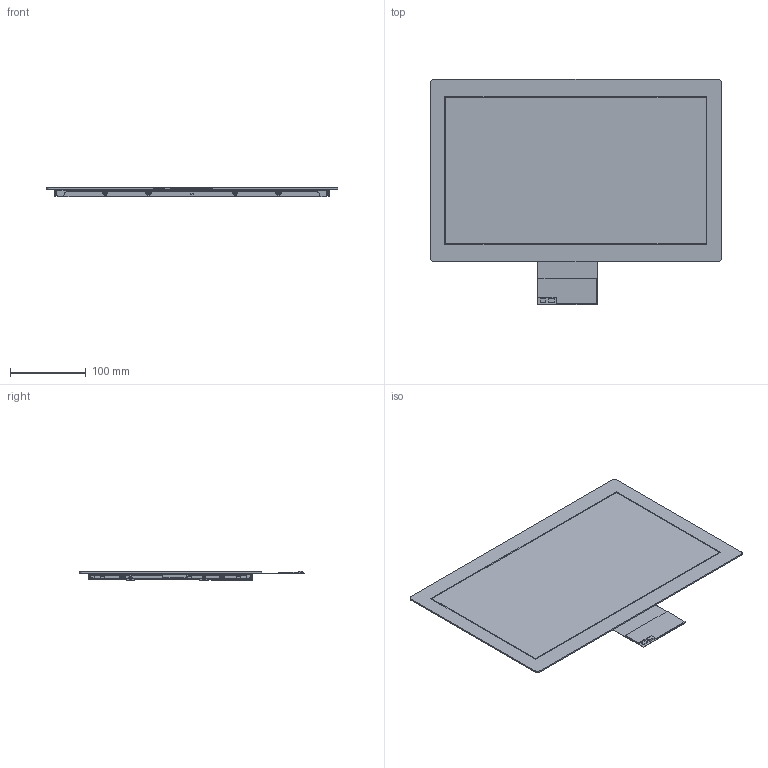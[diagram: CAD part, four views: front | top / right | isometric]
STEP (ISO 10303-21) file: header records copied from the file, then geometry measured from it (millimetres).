
FILE_DESCRIPTION(/* description */ (''),/* implementation_level */ '2;1');
FILE_NAME(/* name */ 'TK-SPA156FH-111.stp',/* time_stamp */ '2025-12-01T12:51:43+09:00',/* author */ (''),/* organization */ (''),/* preprocessor_version */ 'ST-DEVELOPER v20',/* originating_system */ 'Autodesk Inventor 2024',/* authorisation */ '');
FILE_SCHEMA (('AUTOMOTIVE_DESIGN { 1 0 10303 214 3 1 1 }'));
Products named in the file (1): TK-SPA156FH-111
Bounding box: 386.2 x 298.32 x 13.2 mm (x, y, z)
Volume: 421839.1 mm3; surface area: 428174.1 mm2
Topology: 1 solids, 1 shells, 3691 faces, 10186 edges, 6404 vertices
Faces by surface type: plane 2157, cylinder 1244, bspline 184, cone 66, torus 32, sphere 8
Full cylindrical faces by diameter (mm): 0.5 x2, 0.9 x4, 1.97 x3, 2.5 x6, 3 x4, 3.05 x4, 3.5 x3, 3.8 x3, 4 x4, 4.6 x4, 6 x3
Entity records: 133764 total; most frequent: CARTESIAN_POINT 38323, ORIENTED_EDGE 20372, DIRECTION 19721, EDGE_CURVE 10186, LINE 7229, VECTOR 7229, VERTEX_POINT 6404, AXIS2_PLACEMENT_3D 6246
